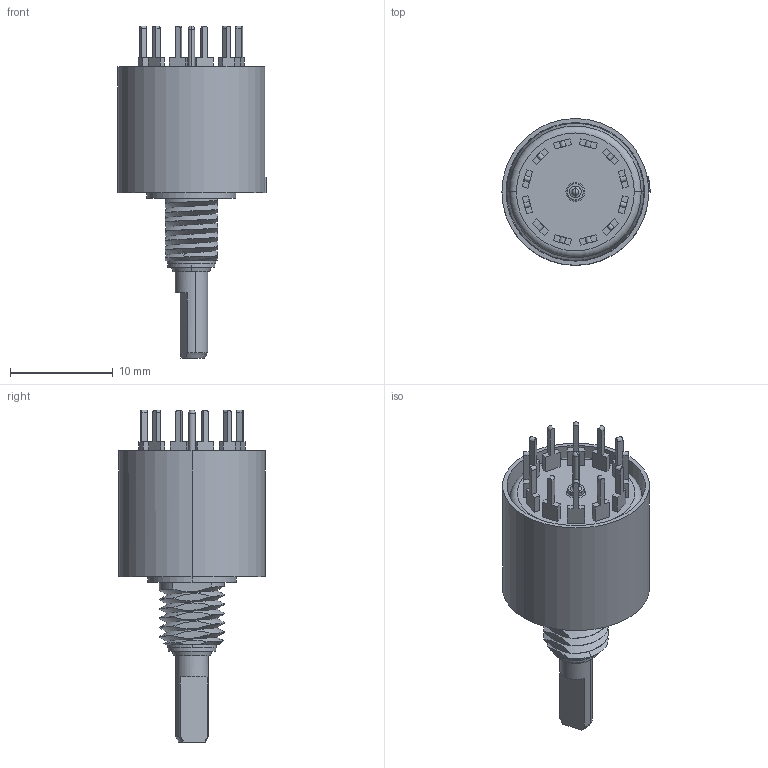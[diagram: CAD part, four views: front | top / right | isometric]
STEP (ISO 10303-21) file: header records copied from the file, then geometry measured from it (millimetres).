
FILE_DESCRIPTION((''),'2;1');
FILE_NAME('51SP30-01-1-XX','2012-02-07T',('Administrator'),(''),'PRO/ENGINEER BY PARAMETRIC TECHNOLOGY CORPORATION, 2006200','PRO/ENGINEER BY PARAMETRIC TECHNOLOGY CORPORATION, 2006200','');
FILE_SCHEMA(('CONFIG_CONTROL_DESIGN'));
Length unit declared in the file: inch
Products named in the file (1): 51SP30-01-1-XX
Bounding box: 14.45 x 14.33 x 32.38 mm (x, y, z)
Volume: 1074.8 mm3; surface area: 2495.9 mm2
Topology: 2 solids, 2 shells, 901 faces, 2513 edges, 1664 vertices
Faces by surface type: plane 766, cylinder 108, cone 11, torus 8, bspline 6, sphere 2
Entity records: 32653 total; most frequent: CARTESIAN_POINT 7928, ORIENTED_EDGE 5022, DIRECTION 4489, EDGE_CURVE 2511, VECTOR 2175, LINE 2175, VERTEX_POINT 1664, AXIS2_PLACEMENT_3D 1157
